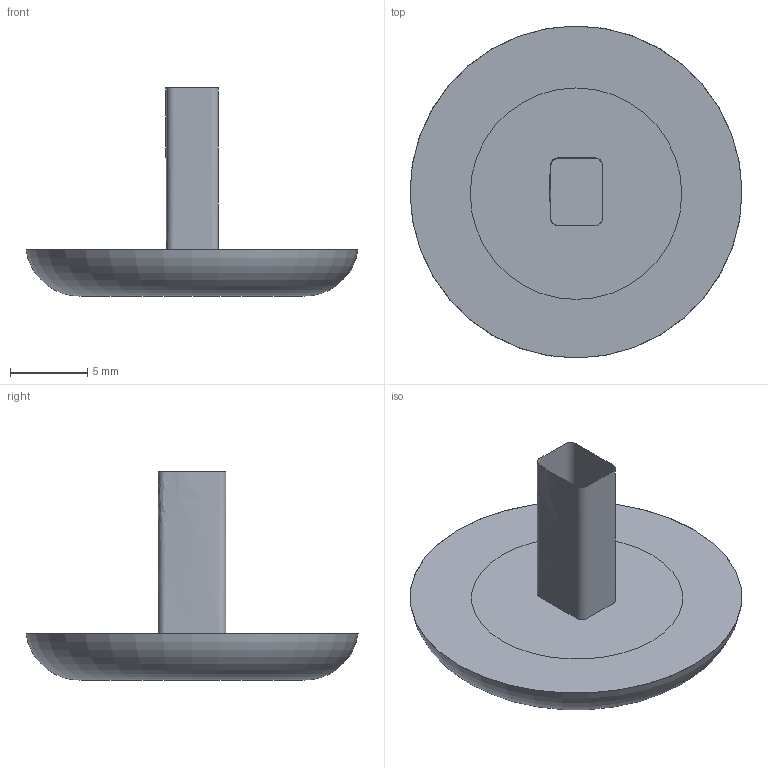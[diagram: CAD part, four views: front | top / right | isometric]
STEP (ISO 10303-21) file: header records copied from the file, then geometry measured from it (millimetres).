
FILE_DESCRIPTION(/* description */ (''),/* implementation_level */ '2;1');
FILE_NAME(/* name */ 'PS3_DUALSHOCK3__ANALOG v2.step',/* time_stamp */ '2025-08-08T22:34:03-04:00',/* author */ (''),/* organization */ (''),/* preprocessor_version */ 'ST-DEVELOPER v20.1',/* originating_system */ 'Autodesk Translation Framework v14.10.0.0',/* authorisation */ '');
FILE_SCHEMA (('AUTOMOTIVE_DESIGN { 1 0 10303 214 3 1 1 }'));
Length unit declared in the file: millimetre
Products named in the file (1): PS3_DUALSHOCK3__ANALOG
Bounding box: 21.55 x 21.55 x 13.51 mm (x, y, z)
Volume: 935.9 mm3; surface area: 1213.1 mm2
Topology: 1 solids, 3 shells, 6 faces, 8 edges, 6 vertices
Faces by surface type: plane 4, bspline 1, torus 1
Entity records: 1190 total; most frequent: CARTESIAN_POINT 1051, DIRECTION 23, ORIENTED_EDGE 13, AXIS2_PLACEMENT_3D 11, EDGE_CURVE 8, EDGE_LOOP 7, FACE_OUTER_BOUND 6, VERTEX_POINT 6
